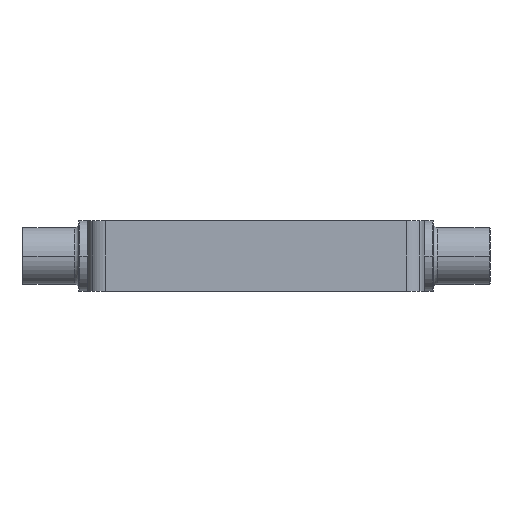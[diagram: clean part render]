
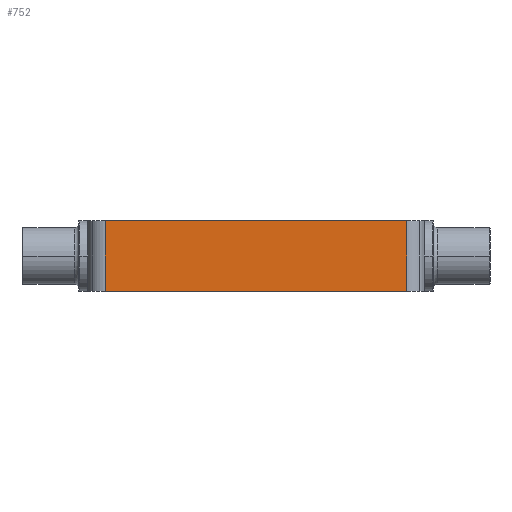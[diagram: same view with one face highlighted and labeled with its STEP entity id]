
A CAD part, left-side view. The second image highlights one B-rep face of the part: STEP entity #752.
In plain terms, the highlighted planar face has unit normal (-1, 0, 0).
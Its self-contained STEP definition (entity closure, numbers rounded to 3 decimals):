
#8 = CARTESIAN_POINT ( 'NONE',  ( -95., 85., -20. ) ) ;
#78 = VECTOR ( 'NONE', #1311, 1000. ) ;
#102 = EDGE_CURVE ( 'NONE', #452, #909, #642, .T. ) ;
#108 = EDGE_CURVE ( 'NONE', #1986, #1626, #1654, .T. ) ;
#146 = CARTESIAN_POINT ( 'NONE',  ( -95., -85., 20. ) ) ;
#163 = LINE ( 'NONE', #1512, #178 ) ;
#178 = VECTOR ( 'NONE', #2029, 1000. ) ;
#195 = PLANE ( 'NONE',  #2151 ) ;
#232 = ORIENTED_EDGE ( 'NONE', *, *, #1414, .F. ) ;
#301 = CARTESIAN_POINT ( 'NONE',  ( -95., 85., 20. ) ) ;
#319 = VECTOR ( 'NONE', #1500, 1000. ) ;
#452 = VERTEX_POINT ( 'NONE', #827 ) ;
#536 = CARTESIAN_POINT ( 'NONE',  ( -95., -95., 0. ) ) ;
#632 = ORIENTED_EDGE ( 'NONE', *, *, #108, .T. ) ;
#642 = LINE ( 'NONE', #2180, #2086 ) ;
#752 = ADVANCED_FACE ( 'NONE', ( #1724 ), #195, .T. ) ;
#818 = EDGE_LOOP ( 'NONE', ( #1410, #632, #232, #1089 ) ) ;
#827 = CARTESIAN_POINT ( 'NONE',  ( -95., -85., 20. ) ) ;
#909 = VERTEX_POINT ( 'NONE', #301 ) ;
#1089 = ORIENTED_EDGE ( 'NONE', *, *, #102, .T. ) ;
#1285 = CARTESIAN_POINT ( 'NONE',  ( -95., 85., -20. ) ) ;
#1311 = DIRECTION ( 'NONE',  ( 0., -1., 0. ) ) ;
#1402 = DIRECTION ( 'NONE',  ( 0., 0., 1. ) ) ;
#1410 = ORIENTED_EDGE ( 'NONE', *, *, #1516, .F. ) ;
#1414 = EDGE_CURVE ( 'NONE', #452, #1626, #1659, .T. ) ;
#1500 = DIRECTION ( 'NONE',  ( 0., 0., -1. ) ) ;
#1512 = CARTESIAN_POINT ( 'NONE',  ( -95., 85., -20. ) ) ;
#1516 = EDGE_CURVE ( 'NONE', #1986, #909, #163, .T. ) ;
#1576 = DIRECTION ( 'NONE',  ( -1., 0., 0. ) ) ;
#1626 = VERTEX_POINT ( 'NONE', #1961 ) ;
#1654 = LINE ( 'NONE', #8, #78 ) ;
#1659 = LINE ( 'NONE', #146, #319 ) ;
#1665 = DIRECTION ( 'NONE',  ( 0., 1., 0. ) ) ;
#1724 = FACE_OUTER_BOUND ( 'NONE', #818, .T. ) ;
#1961 = CARTESIAN_POINT ( 'NONE',  ( -95., -85., -20. ) ) ;
#1986 = VERTEX_POINT ( 'NONE', #1285 ) ;
#2029 = DIRECTION ( 'NONE',  ( 0., 0., 1. ) ) ;
#2086 = VECTOR ( 'NONE', #1665, 1000. ) ;
#2151 = AXIS2_PLACEMENT_3D ( 'NONE', #536, #1576, #1402 ) ;
#2180 = CARTESIAN_POINT ( 'NONE',  ( -95., -85., 20. ) ) ;
